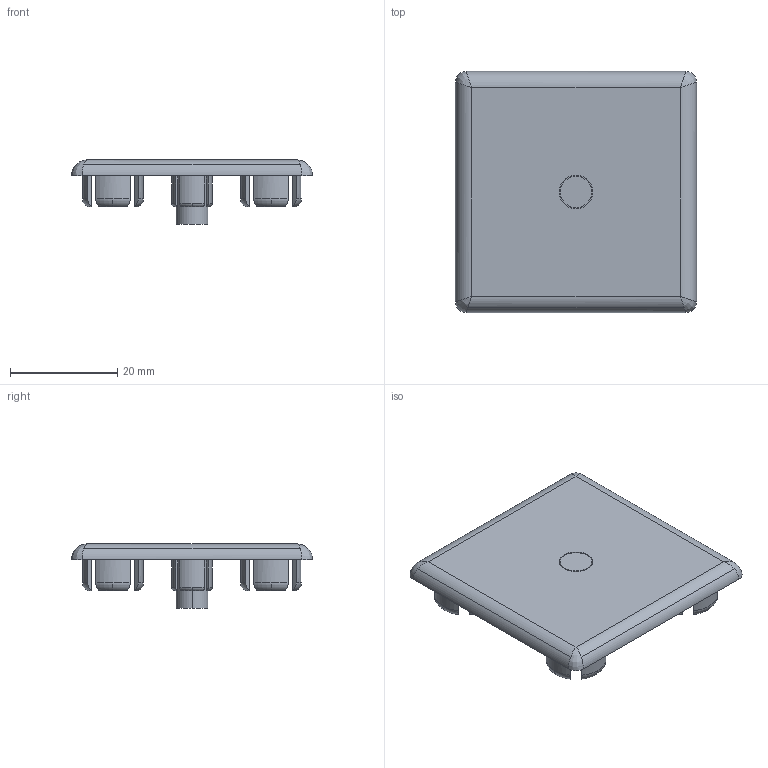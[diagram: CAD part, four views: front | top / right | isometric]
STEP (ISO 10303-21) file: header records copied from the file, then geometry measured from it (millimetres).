
FILE_DESCRIPTION (( 'STEP AP203' ), '1' );
FILE_NAME ('60-010-0.step', '2021-10-29T19:02:37', ( '' ), ( '' ), 'SwSTEP 2.0', 'SolidWorks 2021', '' );
FILE_SCHEMA (( 'CONFIG_CONTROL_DESIGN' ));
Length unit declared in the file: millimetre
Products named in the file (1): 60-010-0
Bounding box: 45 x 45 x 12 mm (x, y, z)
Volume: 4819.7 mm3; surface area: 6396.8 mm2
Topology: 1 solids, 1 shells, 176 faces, 428 edges, 275 vertices
Faces by surface type: cylinder 81, plane 51, torus 40, bspline 4
Entity records: 5514 total; most frequent: CARTESIAN_POINT 1278, DIRECTION 895, ORIENTED_EDGE 848, EDGE_CURVE 424, AXIS2_PLACEMENT_3D 360, VERTEX_POINT 275, EDGE_LOOP 201, CIRCLE 187
